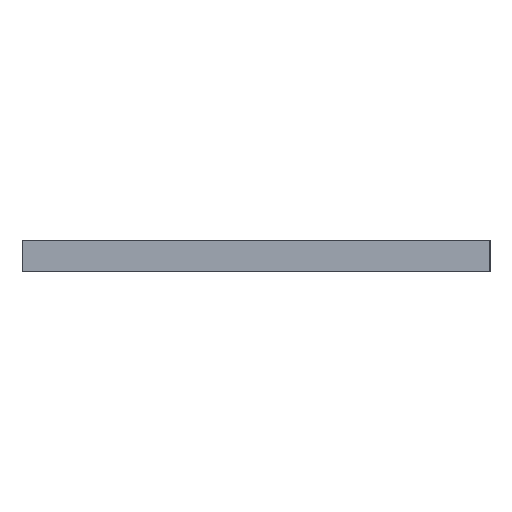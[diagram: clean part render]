
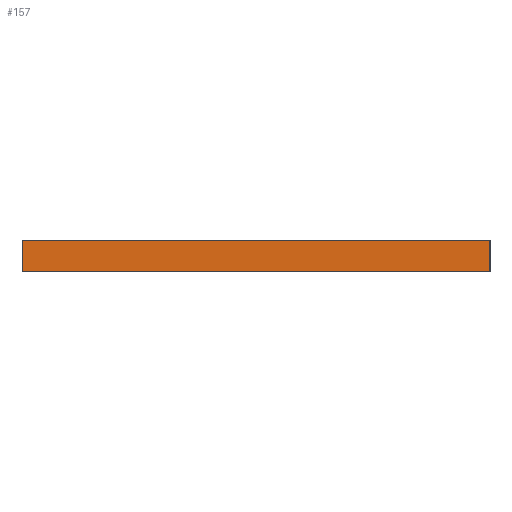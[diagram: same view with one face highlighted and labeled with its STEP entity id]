
A CAD part, left-side view. The second image highlights one B-rep face of the part: STEP entity #157.
In plain terms, the highlighted face is a extrusion surface.
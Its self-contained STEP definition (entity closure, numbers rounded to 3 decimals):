
#62 = EDGE_CURVE('',#63,#65,#67,.T.);
#63 = VERTEX_POINT('',#64);
#64 = CARTESIAN_POINT('',(0.,0.,0.));
#65 = VERTEX_POINT('',#66);
#66 = CARTESIAN_POINT('',(0.,0.,2.));
#67 = LINE('',#68,#69);
#68 = CARTESIAN_POINT('',(0.,0.,0.));
#69 = VECTOR('',#70,1.);
#70 = DIRECTION('',(0.,0.,1.));
#133 = VERTEX_POINT('',#134);
#134 = CARTESIAN_POINT('',(0.,-30.,2.));
#139 = EDGE_CURVE('',#140,#133,#142,.T.);
#140 = VERTEX_POINT('',#141);
#141 = CARTESIAN_POINT('',(0.,-30.,0.));
#142 = LINE('',#143,#144);
#143 = CARTESIAN_POINT('',(0.,-30.,0.));
#144 = VECTOR('',#145,1.);
#145 = DIRECTION('',(0.,0.,1.));
#157 = ADVANCED_FACE('',(#158),#172,.T.);
#158 = FACE_BOUND('',#159,.T.);
#159 = EDGE_LOOP('',(#160,#161,#166,#167));
#160 = ORIENTED_EDGE('',*,*,#139,.T.);
#161 = ORIENTED_EDGE('',*,*,#162,.T.);
#162 = EDGE_CURVE('',#133,#65,#163,.T.);
#163 = B_SPLINE_CURVE_WITH_KNOTS('',1,(#164,#165),.UNSPECIFIED.,.F.,.F.,
  (2,2),(0.,30.),.PIECEWISE_BEZIER_KNOTS.);
#164 = CARTESIAN_POINT('',(0.,-30.,2.));
#165 = CARTESIAN_POINT('',(0.,0.,2.));
#166 = ORIENTED_EDGE('',*,*,#62,.F.);
#167 = ORIENTED_EDGE('',*,*,#168,.F.);
#168 = EDGE_CURVE('',#140,#63,#169,.T.);
#169 = B_SPLINE_CURVE_WITH_KNOTS('',1,(#170,#171),.UNSPECIFIED.,.F.,.F.,
  (2,2),(0.,30.),.PIECEWISE_BEZIER_KNOTS.);
#170 = CARTESIAN_POINT('',(0.,-30.,0.));
#171 = CARTESIAN_POINT('',(0.,0.,0.));
#172 = SURFACE_OF_LINEAR_EXTRUSION('',#173,#176);
#173 = B_SPLINE_CURVE_WITH_KNOTS('',1,(#174,#175),.UNSPECIFIED.,.F.,.F.,
  (2,2),(0.,30.),.PIECEWISE_BEZIER_KNOTS.);
#174 = CARTESIAN_POINT('',(0.,-30.,0.));
#175 = CARTESIAN_POINT('',(0.,0.,0.));
#176 = VECTOR('',#177,1.);
#177 = DIRECTION('',(0.,0.,-1.));
